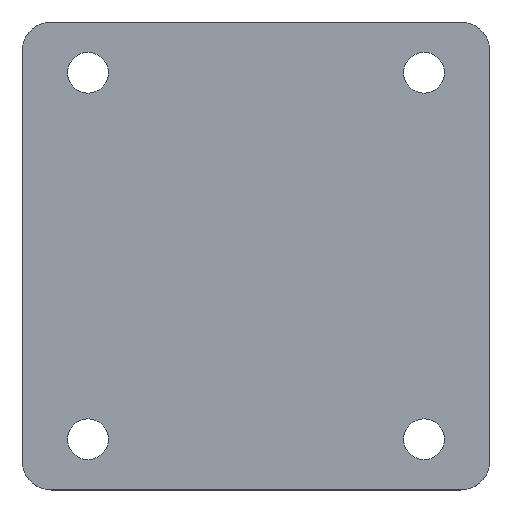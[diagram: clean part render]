
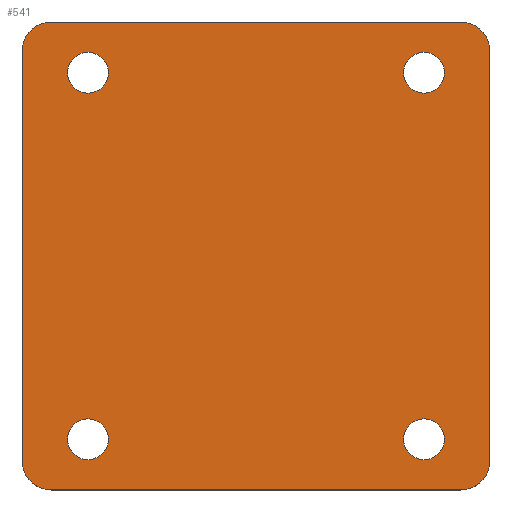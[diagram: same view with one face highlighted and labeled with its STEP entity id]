
A CAD part, top view. The second image highlights one B-rep face of the part: STEP entity #541.
In plain terms, the highlighted planar face has unit normal (0, 0, 1).
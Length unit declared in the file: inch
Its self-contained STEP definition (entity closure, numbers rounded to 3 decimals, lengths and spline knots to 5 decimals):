
#4 = VERTEX_POINT ( 'NONE', #425 ) ;
#5 = VERTEX_POINT ( 'NONE', #91 ) ;
#8 = CARTESIAN_POINT ( 'NONE',  ( 0.82283, -0.94094, 0.09843 ) ) ;
#12 = DIRECTION ( 'NONE',  ( 1., 0., 0. ) ) ;
#16 = EDGE_CURVE ( 'NONE', #5, #173, #612, .T. ) ;
#20 = VERTEX_POINT ( 'NONE', #8 ) ;
#26 = CARTESIAN_POINT ( 'NONE',  ( -0.94094, 0.94094, 0.09843 ) ) ;
#27 = CARTESIAN_POINT ( 'NONE',  ( -0.82283, 0.82283, 0.09843 ) ) ;
#30 = DIRECTION ( 'NONE',  ( 1., 0., 0. ) ) ;
#36 = CARTESIAN_POINT ( 'NONE',  ( 0.75807, 0.73701, 0.09843 ) ) ;
#37 = CARTESIAN_POINT ( 'NONE',  ( -0.75807, 0.73701, 0.09843 ) ) ;
#38 = AXIS2_PLACEMENT_3D ( 'NONE', #347, #540, #46 ) ;
#44 = ORIENTED_EDGE ( 'NONE', *, *, #16, .F. ) ;
#46 = DIRECTION ( 'NONE',  ( -1., 0., 0. ) ) ;
#47 = VERTEX_POINT ( 'NONE', #514 ) ;
#50 = CIRCLE ( 'NONE', #494, 0.08209 ) ;
#51 = DIRECTION ( 'NONE',  ( 1., 0., 0. ) ) ;
#58 = DIRECTION ( 'NONE',  ( 0., 1., 0. ) ) ;
#62 = EDGE_CURVE ( 'NONE', #273, #507, #476, .T. ) ;
#76 = AXIS2_PLACEMENT_3D ( 'NONE', #373, #387, #329 ) ;
#80 = CARTESIAN_POINT ( 'NONE',  ( 0.5939, 0.73701, 0.09843 ) ) ;
#83 = CARTESIAN_POINT ( 'NONE',  ( -0.82283, 0.94094, 0.09843 ) ) ;
#91 = CARTESIAN_POINT ( 'NONE',  ( -0.5939, 0.73701, 0.09843 ) ) ;
#92 = CARTESIAN_POINT ( 'NONE',  ( -0.82283, -0.94094, 0.09843 ) ) ;
#99 = CIRCLE ( 'NONE', #121, 0.08209 ) ;
#103 = ORIENTED_EDGE ( 'NONE', *, *, #210, .F. ) ;
#108 = CARTESIAN_POINT ( 'NONE',  ( -0.67598, -0.73701, 0.09843 ) ) ;
#113 = DIRECTION ( 'NONE',  ( 0., 0., 1. ) ) ;
#116 = VERTEX_POINT ( 'NONE', #401 ) ;
#121 = AXIS2_PLACEMENT_3D ( 'NONE', #438, #647, #206 ) ;
#127 = CIRCLE ( 'NONE', #38, 0.11811 ) ;
#130 = CARTESIAN_POINT ( 'NONE',  ( 0., 0., 0.09843 ) ) ;
#132 = CIRCLE ( 'NONE', #218, 0.08209 ) ;
#134 = DIRECTION ( 'NONE',  ( 0., 0., 1. ) ) ;
#143 = DIRECTION ( 'NONE',  ( -1., 0., 0. ) ) ;
#146 = FACE_BOUND ( 'NONE', #389, .T. ) ;
#147 = DIRECTION ( 'NONE',  ( 1., 0., 0. ) ) ;
#154 = EDGE_LOOP ( 'NONE', ( #266, #203 ) ) ;
#156 = CARTESIAN_POINT ( 'NONE',  ( 0.67598, 0.73701, 0.09843 ) ) ;
#158 = CARTESIAN_POINT ( 'NONE',  ( -0.75807, -0.73701, 0.09843 ) ) ;
#162 = CARTESIAN_POINT ( 'NONE',  ( -0.94094, -0.82283, 0.09843 ) ) ;
#168 = DIRECTION ( 'NONE',  ( 0., 0., 1. ) ) ;
#170 = EDGE_LOOP ( 'NONE', ( #358, #464 ) ) ;
#172 = DIRECTION ( 'NONE',  ( 0., 0., 1. ) ) ;
#173 = VERTEX_POINT ( 'NONE', #37 ) ;
#174 = DIRECTION ( 'NONE',  ( -1., 0., 0. ) ) ;
#176 = EDGE_CURVE ( 'NONE', #552, #533, #581, .T. ) ;
#200 = FACE_BOUND ( 'NONE', #154, .T. ) ;
#203 = ORIENTED_EDGE ( 'NONE', *, *, #223, .F. ) ;
#204 = CARTESIAN_POINT ( 'NONE',  ( 0.67598, 0.73701, 0.09843 ) ) ;
#205 = EDGE_CURVE ( 'NONE', #20, #116, #594, .T. ) ;
#206 = DIRECTION ( 'NONE',  ( 1., 0., 0. ) ) ;
#210 = EDGE_CURVE ( 'NONE', #173, #5, #632, .T. ) ;
#218 = AXIS2_PLACEMENT_3D ( 'NONE', #497, #168, #640 ) ;
#223 = EDGE_CURVE ( 'NONE', #47, #384, #355, .T. ) ;
#225 = AXIS2_PLACEMENT_3D ( 'NONE', #562, #172, #12 ) ;
#229 = ORIENTED_EDGE ( 'NONE', *, *, #560, .T. ) ;
#234 = CIRCLE ( 'NONE', #255, 0.08209 ) ;
#235 = LINE ( 'NONE', #239, #618 ) ;
#239 = CARTESIAN_POINT ( 'NONE',  ( -0.94094, -0.94094, 0.09843 ) ) ;
#246 = VERTEX_POINT ( 'NONE', #80 ) ;
#247 = VERTEX_POINT ( 'NONE', #471 ) ;
#255 = AXIS2_PLACEMENT_3D ( 'NONE', #204, #395, #550 ) ;
#266 = ORIENTED_EDGE ( 'NONE', *, *, #623, .F. ) ;
#268 = EDGE_CURVE ( 'NONE', #116, #247, #526, .T. ) ;
#272 = ORIENTED_EDGE ( 'NONE', *, *, #268, .T. ) ;
#273 = VERTEX_POINT ( 'NONE', #162 ) ;
#281 = CARTESIAN_POINT ( 'NONE',  ( -0.94094, -0.94094, 0.09843 ) ) ;
#285 = DIRECTION ( 'NONE',  ( 0., 0., -1. ) ) ;
#287 = DIRECTION ( 'NONE',  ( -1., 0., 0. ) ) ;
#292 = CARTESIAN_POINT ( 'NONE',  ( 0.94094, -0.94094, 0.09843 ) ) ;
#298 = CIRCLE ( 'NONE', #451, 0.11811 ) ;
#305 = ORIENTED_EDGE ( 'NONE', *, *, #400, .F. ) ;
#306 = EDGE_CURVE ( 'NONE', #437, #536, #132, .T. ) ;
#328 = FACE_BOUND ( 'NONE', #170, .T. ) ;
#329 = DIRECTION ( 'NONE',  ( 1., 0., 0. ) ) ;
#333 = ORIENTED_EDGE ( 'NONE', *, *, #306, .F. ) ;
#334 = FACE_BOUND ( 'NONE', #337, .T. ) ;
#337 = EDGE_LOOP ( 'NONE', ( #305, #333 ) ) ;
#347 = CARTESIAN_POINT ( 'NONE',  ( 0.82283, 0.82283, 0.09843 ) ) ;
#355 = CIRCLE ( 'NONE', #76, 0.08209 ) ;
#358 = ORIENTED_EDGE ( 'NONE', *, *, #614, .F. ) ;
#361 = ORIENTED_EDGE ( 'NONE', *, *, #62, .T. ) ;
#363 = AXIS2_PLACEMENT_3D ( 'NONE', #572, #617, #287 ) ;
#370 = CARTESIAN_POINT ( 'NONE',  ( 0.75807, -0.73701, 0.09843 ) ) ;
#373 = CARTESIAN_POINT ( 'NONE',  ( -0.67598, -0.73701, 0.09843 ) ) ;
#384 = VERTEX_POINT ( 'NONE', #158 ) ;
#387 = DIRECTION ( 'NONE',  ( 0., 0., 1. ) ) ;
#389 = EDGE_LOOP ( 'NONE', ( #103, #44 ) ) ;
#391 = AXIS2_PLACEMENT_3D ( 'NONE', #156, #440, #51 ) ;
#392 = EDGE_CURVE ( 'NONE', #247, #552, #127, .T. ) ;
#395 = DIRECTION ( 'NONE',  ( 0., 0., 1. ) ) ;
#397 = AXIS2_PLACEMENT_3D ( 'NONE', #130, #285, #517 ) ;
#400 = EDGE_CURVE ( 'NONE', #536, #437, #99, .T. ) ;
#401 = CARTESIAN_POINT ( 'NONE',  ( 0.94094, -0.82283, 0.09843 ) ) ;
#410 = VECTOR ( 'NONE', #143, 39.37008 ) ;
#420 = DIRECTION ( 'NONE',  ( -1., 0., 0. ) ) ;
#425 = CARTESIAN_POINT ( 'NONE',  ( -0.94094, 0.82283, 0.09843 ) ) ;
#427 = DIRECTION ( 'NONE',  ( 0., 0., 1. ) ) ;
#437 = VERTEX_POINT ( 'NONE', #370 ) ;
#438 = CARTESIAN_POINT ( 'NONE',  ( 0.67598, -0.73701, 0.09843 ) ) ;
#440 = DIRECTION ( 'NONE',  ( 0., 0., 1. ) ) ;
#445 = VECTOR ( 'NONE', #58, 39.37008 ) ;
#448 = EDGE_CURVE ( 'NONE', #533, #4, #298, .T. ) ;
#451 = AXIS2_PLACEMENT_3D ( 'NONE', #27, #134, #420 ) ;
#464 = ORIENTED_EDGE ( 'NONE', *, *, #607, .F. ) ;
#465 = CARTESIAN_POINT ( 'NONE',  ( -0.82283, -0.82283, 0.09843 ) ) ;
#470 = DIRECTION ( 'NONE',  ( 0., -1., 0. ) ) ;
#471 = CARTESIAN_POINT ( 'NONE',  ( 0.94094, 0.82283, 0.09843 ) ) ;
#474 = LINE ( 'NONE', #281, #576 ) ;
#476 = CIRCLE ( 'NONE', #582, 0.11811 ) ;
#492 = VERTEX_POINT ( 'NONE', #36 ) ;
#494 = AXIS2_PLACEMENT_3D ( 'NONE', #108, #113, #642 ) ;
#497 = CARTESIAN_POINT ( 'NONE',  ( 0.67598, -0.73701, 0.09843 ) ) ;
#504 = AXIS2_PLACEMENT_3D ( 'NONE', #620, #427, #147 ) ;
#507 = VERTEX_POINT ( 'NONE', #92 ) ;
#514 = CARTESIAN_POINT ( 'NONE',  ( -0.5939, -0.73701, 0.09843 ) ) ;
#517 = DIRECTION ( 'NONE',  ( -1., 0., 0. ) ) ;
#524 = ORIENTED_EDGE ( 'NONE', *, *, #549, .T. ) ;
#525 = CARTESIAN_POINT ( 'NONE',  ( 0.82283, 0.94094, 0.09843 ) ) ;
#526 = LINE ( 'NONE', #292, #445 ) ;
#532 = ORIENTED_EDGE ( 'NONE', *, *, #448, .T. ) ;
#533 = VERTEX_POINT ( 'NONE', #83 ) ;
#536 = VERTEX_POINT ( 'NONE', #635 ) ;
#540 = DIRECTION ( 'NONE',  ( 0., 0., 1. ) ) ;
#541 = ADVANCED_FACE ( 'NONE', ( #574, #146, #328, #334, #200 ), #569, .F. ) ;
#549 = EDGE_CURVE ( 'NONE', #4, #273, #474, .T. ) ;
#550 = DIRECTION ( 'NONE',  ( 1., 0., 0. ) ) ;
#552 = VERTEX_POINT ( 'NONE', #525 ) ;
#554 = ORIENTED_EDGE ( 'NONE', *, *, #205, .T. ) ;
#560 = EDGE_CURVE ( 'NONE', #507, #20, #235, .T. ) ;
#562 = CARTESIAN_POINT ( 'NONE',  ( -0.67598, 0.73701, 0.09843 ) ) ;
#569 = PLANE ( 'NONE',  #397 ) ;
#572 = CARTESIAN_POINT ( 'NONE',  ( 0.82283, -0.82283, 0.09843 ) ) ;
#574 = FACE_OUTER_BOUND ( 'NONE', #595, .T. ) ;
#576 = VECTOR ( 'NONE', #470, 39.37008 ) ;
#578 = ORIENTED_EDGE ( 'NONE', *, *, #176, .T. ) ;
#581 = LINE ( 'NONE', #26, #410 ) ;
#582 = AXIS2_PLACEMENT_3D ( 'NONE', #465, #613, #174 ) ;
#587 = CIRCLE ( 'NONE', #391, 0.08209 ) ;
#594 = CIRCLE ( 'NONE', #363, 0.11811 ) ;
#595 = EDGE_LOOP ( 'NONE', ( #524, #361, #229, #554, #272, #598, #578, #532 ) ) ;
#598 = ORIENTED_EDGE ( 'NONE', *, *, #392, .T. ) ;
#607 = EDGE_CURVE ( 'NONE', #492, #246, #234, .T. ) ;
#612 = CIRCLE ( 'NONE', #225, 0.08209 ) ;
#613 = DIRECTION ( 'NONE',  ( 0., 0., 1. ) ) ;
#614 = EDGE_CURVE ( 'NONE', #246, #492, #587, .T. ) ;
#617 = DIRECTION ( 'NONE',  ( 0., 0., 1. ) ) ;
#618 = VECTOR ( 'NONE', #30, 39.37008 ) ;
#620 = CARTESIAN_POINT ( 'NONE',  ( -0.67598, 0.73701, 0.09843 ) ) ;
#623 = EDGE_CURVE ( 'NONE', #384, #47, #50, .T. ) ;
#632 = CIRCLE ( 'NONE', #504, 0.08209 ) ;
#635 = CARTESIAN_POINT ( 'NONE',  ( 0.5939, -0.73701, 0.09843 ) ) ;
#640 = DIRECTION ( 'NONE',  ( 1., 0., 0. ) ) ;
#642 = DIRECTION ( 'NONE',  ( 1., 0., 0. ) ) ;
#647 = DIRECTION ( 'NONE',  ( 0., 0., 1. ) ) ;
